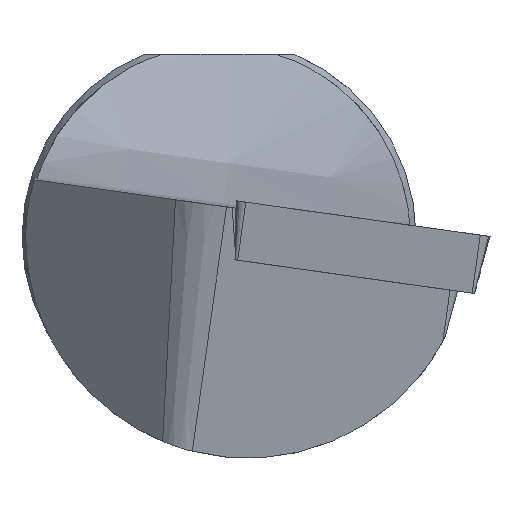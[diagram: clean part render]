
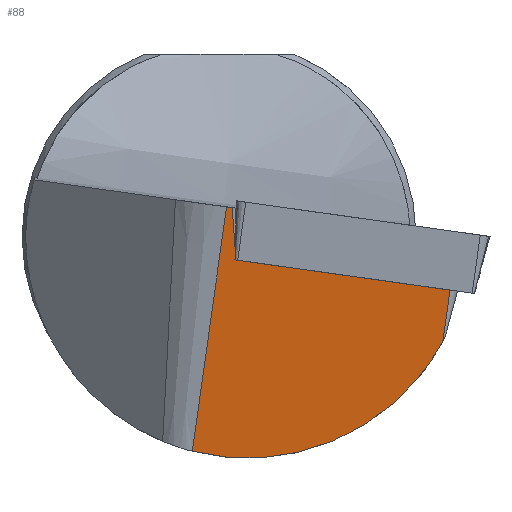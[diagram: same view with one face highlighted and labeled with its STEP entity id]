
A CAD part, left-side view. The second image highlights one B-rep face of the part: STEP entity #88.
In plain terms, the highlighted planar face has unit normal (-0.993, 0.017, -0.121).
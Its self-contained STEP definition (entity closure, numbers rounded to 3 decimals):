
#88=ADVANCED_FACE('',(#136),#120,.T.);
#120=PLANE('',#598);
#136=FACE_OUTER_BOUND('',#167,.T.);
#167=EDGE_LOOP('',(#232,#233,#234,#235,#236,#237));
#219=ELLIPSE('',#597,9.068,9.);
#232=ORIENTED_EDGE('',*,*,#445,.F.);
#233=ORIENTED_EDGE('',*,*,#446,.F.);
#234=ORIENTED_EDGE('',*,*,#447,.T.);
#235=ORIENTED_EDGE('',*,*,#448,.T.);
#236=ORIENTED_EDGE('',*,*,#449,.F.);
#237=ORIENTED_EDGE('',*,*,#450,.F.);
#392=VERTEX_POINT('',#824);
#393=VERTEX_POINT('',#825);
#394=VERTEX_POINT('',#827);
#395=VERTEX_POINT('',#829);
#396=VERTEX_POINT('',#831);
#397=VERTEX_POINT('',#833);
#445=EDGE_CURVE('',#392,#393,#521,.T.);
#446=EDGE_CURVE('',#394,#392,#522,.T.);
#447=EDGE_CURVE('',#394,#395,#523,.T.);
#448=EDGE_CURVE('',#395,#396,#219,.T.);
#449=EDGE_CURVE('',#397,#396,#524,.T.);
#450=EDGE_CURVE('',#393,#397,#525,.T.);
#521=LINE('',#823,#559);
#522=LINE('',#826,#560);
#523=LINE('',#828,#561);
#524=LINE('',#832,#562);
#525=LINE('',#834,#563);
#559=VECTOR('',#661,1.);
#560=VECTOR('',#662,1.);
#561=VECTOR('',#663,1.);
#562=VECTOR('',#666,1.);
#563=VECTOR('',#667,1.);
#597=AXIS2_PLACEMENT_3D('',#830,#664,#665);
#598=AXIS2_PLACEMENT_3D('',#835,#668,#669);
#661=DIRECTION('',(0.119,-0.069,-0.99));
#662=DIRECTION('',(0.,-0.99,-0.139));
#663=DIRECTION('',(0.122,0.138,-0.983));
#664=DIRECTION('',(-0.993,0.017,-0.121));
#665=DIRECTION('',(0.122,0.138,-0.983));
#666=DIRECTION('',(0.122,0.138,-0.983));
#667=DIRECTION('',(0.,-0.99,-0.139));
#668=DIRECTION('',(-0.993,0.017,-0.121));
#669=DIRECTION('',(-0.121,0.,0.993));
#823=CARTESIAN_POINT('',(0.429,-0.646,-0.424));
#824=CARTESIAN_POINT('',(0.237,-0.534,1.169));
#825=CARTESIAN_POINT('',(0.492,-0.683,-0.953));
#826=CARTESIAN_POINT('',(0.237,-9.665,-0.115));
#827=CARTESIAN_POINT('',(0.237,-0.306,1.201));
#828=CARTESIAN_POINT('',(0.2,-0.347,1.498));
#829=CARTESIAN_POINT('',(1.467,1.088,-8.717));
#830=CARTESIAN_POINT('',(0.368,-1.15,0.));
#831=CARTESIAN_POINT('',(0.75,-9.083,-4.25));
#832=CARTESIAN_POINT('',(0.2,-9.706,0.183));
#833=CARTESIAN_POINT('',(0.492,-9.375,-2.174));
#834=CARTESIAN_POINT('',(0.492,-9.375,-2.174));
#835=CARTESIAN_POINT('',(0.2,-9.706,0.183));
